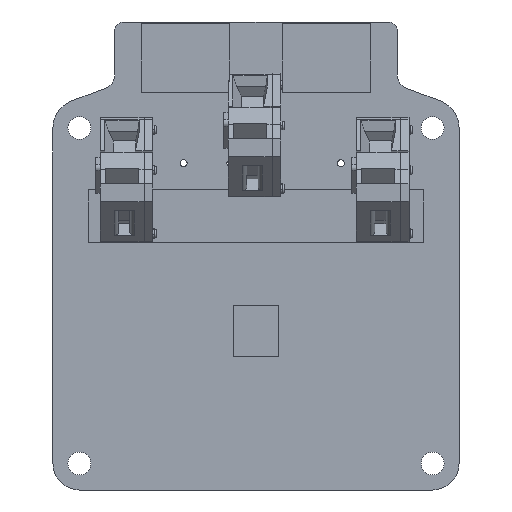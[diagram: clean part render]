
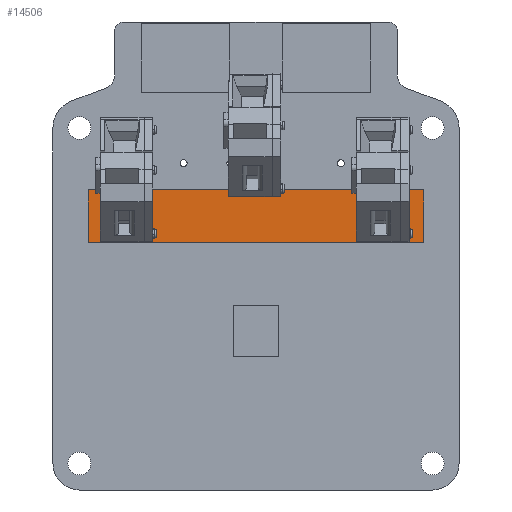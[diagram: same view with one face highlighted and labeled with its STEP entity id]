
A CAD part, front view. The second image highlights one B-rep face of the part: STEP entity #14506.
In plain terms, the highlighted planar face has unit normal (0, -1, 0).
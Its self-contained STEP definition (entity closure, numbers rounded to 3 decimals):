
#2171 = VECTOR ( 'NONE', #8330, 1000. ) ;
#3375 = EDGE_CURVE ( 'NONE', #16370, #19904, #30614, .T. ) ;
#3438 = CARTESIAN_POINT ( 'NONE',  ( 19., 0.05, 24. ) ) ;
#4962 = CARTESIAN_POINT ( 'NONE',  ( -19., 0.05, 24. ) ) ;
#5315 = VERTEX_POINT ( 'NONE', #30127 ) ;
#7114 = ORIENTED_EDGE ( 'NONE', *, *, #3375, .F. ) ;
#8330 = DIRECTION ( 'NONE',  ( 1., 0., 0. ) ) ;
#8505 = DIRECTION ( 'NONE',  ( -1., 0., 0. ) ) ;
#10345 = DIRECTION ( 'NONE',  ( 0., 1., 0. ) ) ;
#10579 = ORIENTED_EDGE ( 'NONE', *, *, #11501, .F. ) ;
#11169 = LINE ( 'NONE', #36136, #12201 ) ;
#11501 = EDGE_CURVE ( 'NONE', #38166, #5315, #11169, .T. ) ;
#11601 = DIRECTION ( 'NONE',  ( 0., 0., -1. ) ) ;
#11644 = ORIENTED_EDGE ( 'NONE', *, *, #31828, .F. ) ;
#11687 = LINE ( 'NONE', #4962, #2171 ) ;
#12201 = VECTOR ( 'NONE', #18674, 1000. ) ;
#13312 = FACE_OUTER_BOUND ( 'NONE', #34517, .T. ) ;
#13325 = EDGE_CURVE ( 'NONE', #19904, #38166, #20210, .T. ) ;
#14149 = CARTESIAN_POINT ( 'NONE',  ( 19., 0.05, 18. ) ) ;
#14506 = ADVANCED_FACE ( 'NONE', ( #13312 ), #25406, .F. ) ;
#16370 = VERTEX_POINT ( 'NONE', #33068 ) ;
#18674 = DIRECTION ( 'NONE',  ( 0., 0., 1. ) ) ;
#19904 = VERTEX_POINT ( 'NONE', #14149 ) ;
#20210 = LINE ( 'NONE', #26348, #30523 ) ;
#22368 = AXIS2_PLACEMENT_3D ( 'NONE', #37514, #10345, #37702 ) ;
#23153 = VECTOR ( 'NONE', #11601, 1000. ) ;
#23320 = ORIENTED_EDGE ( 'NONE', *, *, #13325, .F. ) ;
#25406 = PLANE ( 'NONE',  #22368 ) ;
#26348 = CARTESIAN_POINT ( 'NONE',  ( 19., 0.05, 18. ) ) ;
#30127 = CARTESIAN_POINT ( 'NONE',  ( -19., 0.05, 24. ) ) ;
#30523 = VECTOR ( 'NONE', #8505, 1000. ) ;
#30614 = LINE ( 'NONE', #3438, #23153 ) ;
#31828 = EDGE_CURVE ( 'NONE', #5315, #16370, #11687, .T. ) ;
#31871 = CARTESIAN_POINT ( 'NONE',  ( -19., 0.05, 18. ) ) ;
#33068 = CARTESIAN_POINT ( 'NONE',  ( 19., 0.05, 24. ) ) ;
#34517 = EDGE_LOOP ( 'NONE', ( #23320, #7114, #11644, #10579 ) ) ;
#36136 = CARTESIAN_POINT ( 'NONE',  ( -19., 0.05, 18. ) ) ;
#37514 = CARTESIAN_POINT ( 'NONE',  ( 0., 0.05, 21. ) ) ;
#37702 = DIRECTION ( 'NONE',  ( 1., 0., 0. ) ) ;
#38166 = VERTEX_POINT ( 'NONE', #31871 ) ;
